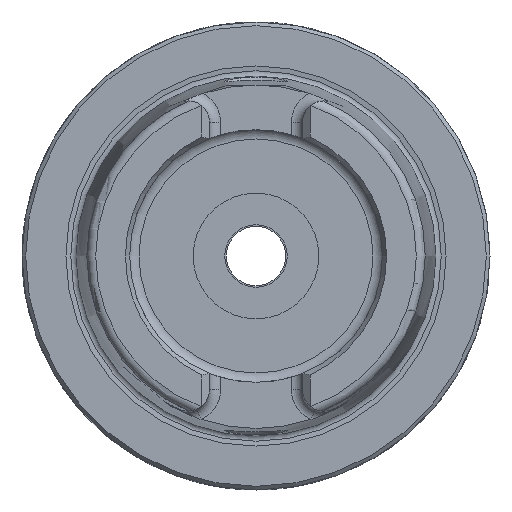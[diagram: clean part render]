
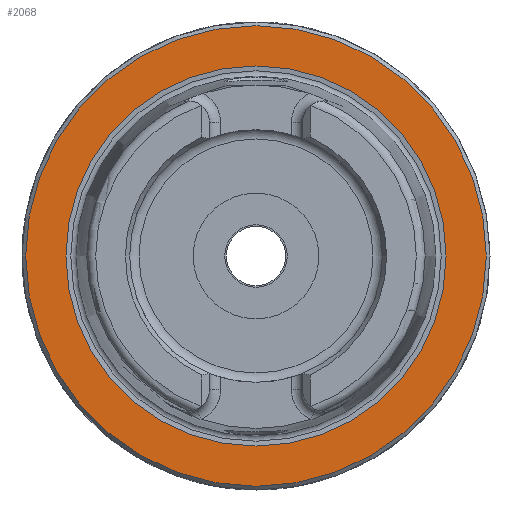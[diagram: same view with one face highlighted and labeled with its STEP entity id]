
A CAD part, left-side view. The second image highlights one B-rep face of the part: STEP entity #2068.
In plain terms, the highlighted planar face has unit normal (-1, 0, 0).
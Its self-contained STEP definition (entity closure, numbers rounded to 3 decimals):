
#108=FACE_BOUND('',#453,.T.);
#151=PLANE('',#2336);
#323=FACE_OUTER_BOUND('',#452,.T.);
#452=EDGE_LOOP('',(#1919));
#453=EDGE_LOOP('',(#1920));
#792=CIRCLE('',#2335,25.588);
#793=CIRCLE('',#2337,31.);
#996=VERTEX_POINT('',#4396);
#997=VERTEX_POINT('',#4400);
#1305=EDGE_CURVE('',#996,#996,#792,.T.);
#1306=EDGE_CURVE('',#997,#997,#793,.T.);
#1919=ORIENTED_EDGE('',*,*,#1306,.F.);
#1920=ORIENTED_EDGE('',*,*,#1305,.T.);
#2068=ADVANCED_FACE('',(#323,#108),#151,.T.);
#2335=AXIS2_PLACEMENT_3D('',#4398,#2930,#2931);
#2336=AXIS2_PLACEMENT_3D('',#4399,#2932,#2933);
#2337=AXIS2_PLACEMENT_3D('',#4401,#2934,#2935);
#2930=DIRECTION('center_axis',(1.,0.,0.));
#2931=DIRECTION('ref_axis',(0.,0.,-1.));
#2932=DIRECTION('center_axis',(-1.,0.,0.));
#2933=DIRECTION('ref_axis',(0.,0.,1.));
#2934=DIRECTION('center_axis',(1.,0.,0.));
#2935=DIRECTION('ref_axis',(0.,0.,-1.));
#4396=CARTESIAN_POINT('',(0.,-25.588,0.));
#4398=CARTESIAN_POINT('Origin',(0.,0.,0.));
#4399=CARTESIAN_POINT('Origin',(0.,31.,0.));
#4400=CARTESIAN_POINT('',(0.,-31.,0.));
#4401=CARTESIAN_POINT('Origin',(0.,0.,0.));
